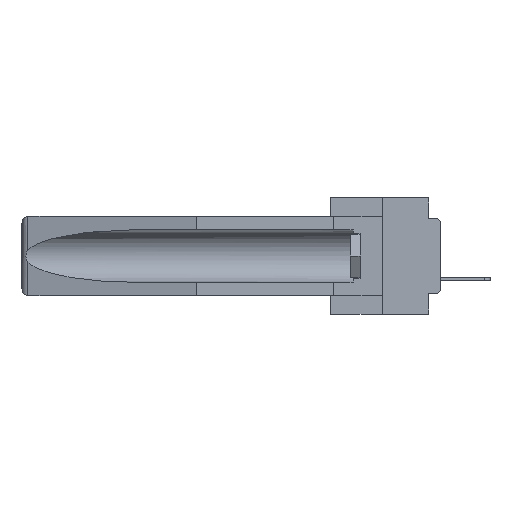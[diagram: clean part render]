
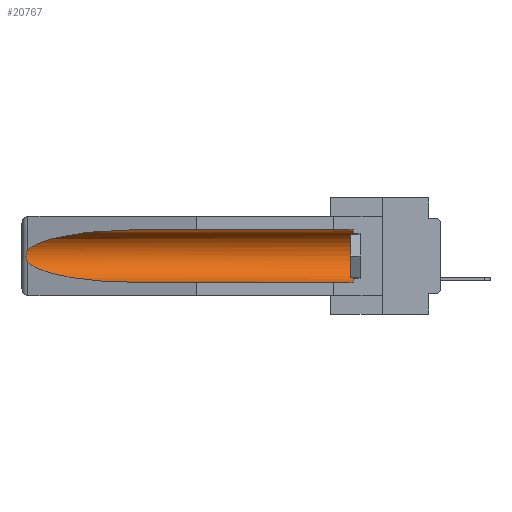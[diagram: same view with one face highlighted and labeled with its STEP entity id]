
A CAD part, left-side view. The second image highlights one B-rep face of the part: STEP entity #20767.
In plain terms, the highlighted cylindrical face has radius 2.857 mm (diameter 5.715 mm), a partial arc.
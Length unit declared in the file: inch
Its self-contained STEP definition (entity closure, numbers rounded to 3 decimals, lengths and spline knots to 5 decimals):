
#197 = VERTEX_POINT ( 'NONE', #28132 ) ;
#236 = CARTESIAN_POINT ( 'NONE',  ( 0.25451, 1.48313, -0.09465 ) ) ;
#285 = EDGE_CURVE ( 'NONE', #18044, #24276, #14274, .T. ) ;
#598 = VECTOR ( 'NONE', #27802, 39.37008 ) ;
#1194 = CARTESIAN_POINT ( 'NONE',  ( 0.26537, 1.52718, -0.19328 ) ) ;
#1258 = CARTESIAN_POINT ( 'NONE',  ( 0.155, 0.126, -0.1715 ) ) ;
#1444 = EDGE_CURVE ( 'NONE', #8043, #16182, #30899, .T. ) ;
#5476 = CARTESIAN_POINT ( 'NONE',  ( 0.26537, 1.52718, -0.19328 ) ) ;
#5963 = CARTESIAN_POINT ( 'NONE',  ( 0.155, -0.30754, -0.284 ) ) ;
#6277 = CARTESIAN_POINT ( 'NONE',  ( 0.26537, 1.52718, -0.14972 ) ) ;
#7193 = CARTESIAN_POINT ( 'NONE',  ( 0.155, 1.07973, -0.284 ) ) ;
#7632 = DIRECTION ( 'NONE',  ( 0., 1., 0. ) ) ;
#7748 = CARTESIAN_POINT ( 'NONE',  ( 0.26537, 1.52718, -0.14972 ) ) ;
#8043 = VERTEX_POINT ( 'NONE', #10245 ) ;
#8156 = CARTESIAN_POINT ( 'NONE',  ( 0.2673, 1.5327, -0.16383 ) ) ;
#8761 = CARTESIAN_POINT ( 'NONE',  ( 0.26597, 1.5296, -0.19026 ) ) ;
#8842 =( BOUNDED_CURVE ( )  B_SPLINE_CURVE ( 3, ( #5476, #13213, #30954, #10443 ),
 .UNSPECIFIED., .F., .F. ) 
 B_SPLINE_CURVE_WITH_KNOTS ( ( 4, 4 ),
 ( 0.1948, 1.5708 ),
 .UNSPECIFIED. ) 
 CURVE ( )  GEOMETRIC_REPRESENTATION_ITEM ( )  RATIONAL_B_SPLINE_CURVE ( ( 1., 0.848, 0.848, 1. ) ) 
 REPRESENTATION_ITEM ( '' )  );
#9453 = DIRECTION ( 'NONE',  ( 0., 0., 1. ) ) ;
#9838 = CARTESIAN_POINT ( 'NONE',  ( 0.155, -0.30754, -0.059 ) ) ;
#9878 = ORIENTED_EDGE ( 'NONE', *, *, #25841, .T. ) ;
#10245 = CARTESIAN_POINT ( 'NONE',  ( 0.155, 0.126, -0.284 ) ) ;
#10443 = CARTESIAN_POINT ( 'NONE',  ( 0.155, 1.07973, -0.284 ) ) ;
#11458 = CARTESIAN_POINT ( 'NONE',  ( 0.26654, 1.53092, -0.15636 ) ) ;
#12803 = DIRECTION ( 'NONE',  ( 0., 0., 1. ) ) ;
#13213 = CARTESIAN_POINT ( 'NONE',  ( 0.25451, 1.48313, -0.24835 ) ) ;
#13527 = VECTOR ( 'NONE', #16467, 39.37008 ) ;
#13899 = CARTESIAN_POINT ( 'NONE',  ( 0.26597, 1.52961, -0.15275 ) ) ;
#13914 = AXIS2_PLACEMENT_3D ( 'NONE', #18128, #7632, #12803 ) ;
#14086 = CYLINDRICAL_SURFACE ( 'NONE', #13914, 0.1125 ) ;
#14148 = DIRECTION ( 'NONE',  ( 0., -1., 0. ) ) ;
#14274 = LINE ( 'NONE', #9838, #598 ) ;
#14491 = ORIENTED_EDGE ( 'NONE', *, *, #22497, .T. ) ;
#14600 = EDGE_LOOP ( 'NONE', ( #14491, #15783, #31226, #27465, #9878, #17159 ) ) ;
#14786 =( BOUNDED_CURVE ( )  B_SPLINE_CURVE ( 3, ( #20722, #23338, #236, #7748 ),
 .UNSPECIFIED., .F., .F. ) 
 B_SPLINE_CURVE_WITH_KNOTS ( ( 4, 4 ),
 ( 4.71239, 6.08839 ),
 .UNSPECIFIED. ) 
 CURVE ( )  GEOMETRIC_REPRESENTATION_ITEM ( )  RATIONAL_B_SPLINE_CURVE ( ( 1., 0.848, 0.848, 1. ) ) 
 REPRESENTATION_ITEM ( '' )  );
#15783 = ORIENTED_EDGE ( 'NONE', *, *, #26169, .T. ) ;
#16182 = VERTEX_POINT ( 'NONE', #7193 ) ;
#16467 = DIRECTION ( 'NONE',  ( 0., 1., 0. ) ) ;
#17159 = ORIENTED_EDGE ( 'NONE', *, *, #285, .T. ) ;
#17359 = CIRCLE ( 'NONE', #22198, 0.1125 ) ;
#17905 = CARTESIAN_POINT ( 'NONE',  ( 0.155, 0.126, -0.059 ) ) ;
#18044 = VERTEX_POINT ( 'NONE', #17905 ) ;
#18128 = CARTESIAN_POINT ( 'NONE',  ( 0.155, -0.30754, -0.1715 ) ) ;
#18422 = CARTESIAN_POINT ( 'NONE',  ( 0.26537, 1.52718, -0.19328 ) ) ;
#20020 = CARTESIAN_POINT ( 'NONE',  ( 0.155, 1.07973, -0.059 ) ) ;
#20722 = CARTESIAN_POINT ( 'NONE',  ( 0.155, 1.07973, -0.059 ) ) ;
#20767 = ADVANCED_FACE ( 'NONE', ( #31415 ), #14086, .F. ) ;
#20800 = CARTESIAN_POINT ( 'NONE',  ( 0.26655, 1.53094, -0.18657 ) ) ;
#21036 = CARTESIAN_POINT ( 'NONE',  ( 0.2675, 1.53308, -0.17534 ) ) ;
#22198 = AXIS2_PLACEMENT_3D ( 'NONE', #1258, #14148, #9453 ) ;
#22497 = EDGE_CURVE ( 'NONE', #24276, #197, #14786, .T. ) ;
#23338 = CARTESIAN_POINT ( 'NONE',  ( 0.21114, 1.30732, -0.059 ) ) ;
#24234 = CARTESIAN_POINT ( 'NONE',  ( 0.2673, 1.53269, -0.17917 ) ) ;
#24276 = VERTEX_POINT ( 'NONE', #20020 ) ;
#25841 = EDGE_CURVE ( 'NONE', #8043, #18044, #17359, .T. ) ;
#26169 = EDGE_CURVE ( 'NONE', #197, #31872, #27180, .T. ) ;
#27180 = B_SPLINE_CURVE_WITH_KNOTS ( 'NONE', 3,
 ( #6277, #13899, #11458, #8156, #31245, #21036, #24234, #20800, #8761, #18422 ),
 .UNSPECIFIED., .F., .F.,
 ( 4, 2, 2, 2, 4 ),
 ( 0., 0.00029, 0.00058, 0.00087, 0.00117 ),
 .UNSPECIFIED. ) ;
#27465 = ORIENTED_EDGE ( 'NONE', *, *, #1444, .F. ) ;
#27802 = DIRECTION ( 'NONE',  ( 0., 1., 0. ) ) ;
#28132 = CARTESIAN_POINT ( 'NONE',  ( 0.26537, 1.52718, -0.14972 ) ) ;
#29389 = EDGE_CURVE ( 'NONE', #31872, #16182, #8842, .T. ) ;
#30899 = LINE ( 'NONE', #5963, #13527 ) ;
#30954 = CARTESIAN_POINT ( 'NONE',  ( 0.21114, 1.30732, -0.284 ) ) ;
#31226 = ORIENTED_EDGE ( 'NONE', *, *, #29389, .T. ) ;
#31245 = CARTESIAN_POINT ( 'NONE',  ( 0.2675, 1.53308, -0.16763 ) ) ;
#31415 = FACE_OUTER_BOUND ( 'NONE', #14600, .T. ) ;
#31872 = VERTEX_POINT ( 'NONE', #1194 ) ;
